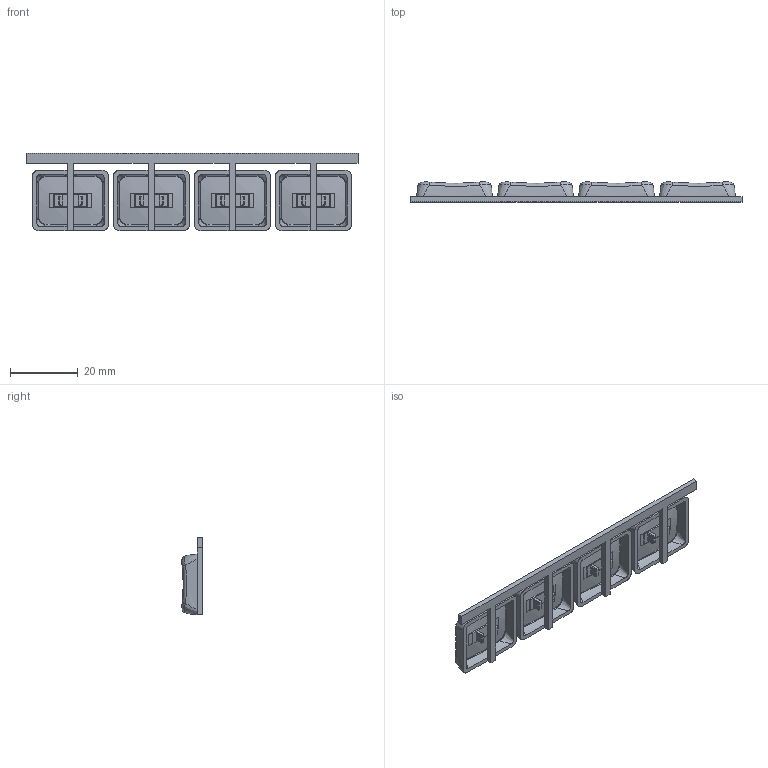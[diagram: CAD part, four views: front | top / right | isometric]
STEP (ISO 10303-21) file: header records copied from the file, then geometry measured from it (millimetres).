
FILE_DESCRIPTION(/* description */ (''),/* implementation_level */ '2;1');
FILE_NAME(/* name */ '1.25u-sprue.step',/* time_stamp */ '2022-10-24T17:54:41+03:00',/* author */ (''),/* organization */ (''),/* preprocessor_version */ 'ST-DEVELOPER v19.2',/* originating_system */ 'Autodesk Translation Framework v11.17.0.187',/* authorisation */ '');
FILE_SCHEMA (('AUTOMOTIVE_DESIGN { 1 0 10303 214 3 1 1 }'));
Length unit declared in the file: millimetre
Products named in the file (1): 1.25u (1)
Bounding box: 98.38 x 5.98 x 22.9 mm (x, y, z)
Volume: 3491.7 mm3; surface area: 6438.5 mm2
Topology: 1 solids, 1 shells, 590 faces, 1624 edges, 1040 vertices
Faces by surface type: plane 398, bspline 128, cylinder 48, sphere 16
Entity records: 23684 total; most frequent: CARTESIAN_POINT 9843, ORIENTED_EDGE 3248, DIRECTION 2230, EDGE_CURVE 1624, LINE 1080, VECTOR 1080, VERTEX_POINT 1040, EDGE_LOOP 602
